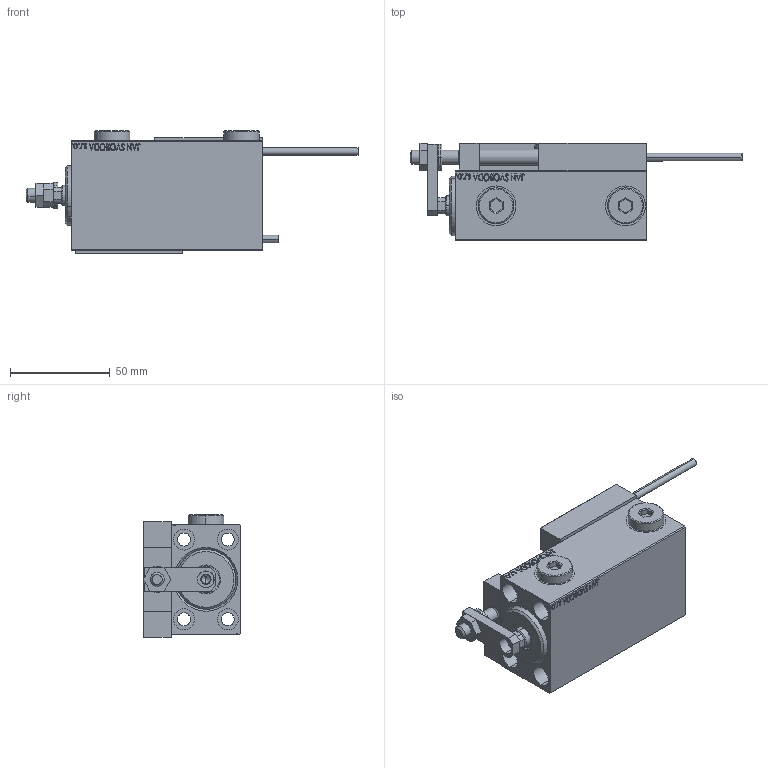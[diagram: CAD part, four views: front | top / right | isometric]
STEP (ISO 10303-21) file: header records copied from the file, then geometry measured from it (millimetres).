
FILE_DESCRIPTION (( 'STEP AP203' ), '1' );
FILE_NAME ('c65d.STEP', '2024-02-13T07:33:38', ( '' ), ( '' ), 'SwSTEP 2.0', 'SolidWorks 2019', '' );
FILE_SCHEMA (( 'CONFIG_CONTROL_DESIGN' ));
Length unit declared in the file: millimetre
Products named in the file (16): SWITCH_X_FRONT_BACK 2028c4b58b0f85ea67bc7032fb500209; V450CM_VC_B 2028c4b58b0f85ea67bc7032fb500209; NUT_D12 2028c4b58b0f85ea67bc7032fb500209; ALLEN BOLT D5 2028c4b58b0f85ea67bc7032fb500209; Zatka_OIL_PORT 2028c4b58b0f85ea67bc7032fb500209; Block 2028c4b58b0f85ea67bc7032fb500209; KONCOVKA 2028c4b58b0f85ea67bc7032fb500209; SWITCH X 2028c4b58b0f85ea67bc7032fb500209; ALLEN BOLT D8 2028c4b58b0f85ea67bc7032fb500209; SWITCH DIM B,W 2028c4b58b0f85ea67bc7032fb500209; TYC_L79 2028c4b58b0f85ea67bc7032fb500209; V450CM_C_VCP 2028c4b58b0f85ea67bc7032fb500209; MAGNET 2028c4b58b0f85ea67bc7032fb500209; V450CM_C_Body 2028c4b58b0f85ea67bc7032fb500209; ZARAZKA 2028c4b58b0f85ea67bc7032fb500209; c65d
Assembly tree (26 placements, depth 3):
  c65d
    V450CM_C_Body 2028c4b58b0f85ea67bc7032fb500209
    SWITCH X 2028c4b58b0f85ea67bc7032fb500209
      SWITCH_X_FRONT_BACK 2028c4b58b0f85ea67bc7032fb500209  x2
      TYC_L79 2028c4b58b0f85ea67bc7032fb500209
      Block 2028c4b58b0f85ea67bc7032fb500209  x2
      ALLEN BOLT D5 2028c4b58b0f85ea67bc7032fb500209  x4
      ALLEN BOLT D8 2028c4b58b0f85ea67bc7032fb500209  x4
      MAGNET 2028c4b58b0f85ea67bc7032fb500209  x2
      KONCOVKA 2028c4b58b0f85ea67bc7032fb500209  x2
    NUT_D12 2028c4b58b0f85ea67bc7032fb500209
    SWITCH DIM B,W 2028c4b58b0f85ea67bc7032fb500209
    ZARAZKA 2028c4b58b0f85ea67bc7032fb500209
    V450CM_C_VCP 2028c4b58b0f85ea67bc7032fb500209
    V450CM_VC_B 2028c4b58b0f85ea67bc7032fb500209
    Zatka_OIL_PORT 2028c4b58b0f85ea67bc7032fb500209  x2
Bounding box: 166.7 x 49 x 61.4 mm (x, y, z)
Volume: 203408.3 mm3; surface area: 67390.1 mm2
Topology: 25 solids, 25 shells, 1339 faces, 3194 edges, 2039 vertices
Faces by surface type: plane 595, bspline 380, cylinder 206, cone 110, torus 44, sphere 4
Entity records: 51528 total; most frequent: CARTESIAN_POINT 26248, ORIENTED_EDGE 5328, DIRECTION 3650, EDGE_CURVE 2664, VERTEX_POINT 1739, VECTOR 1536, LINE 1536, EDGE_LOOP 1239
